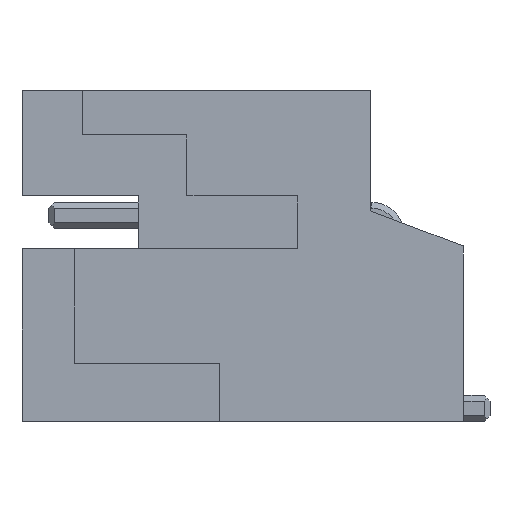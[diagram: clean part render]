
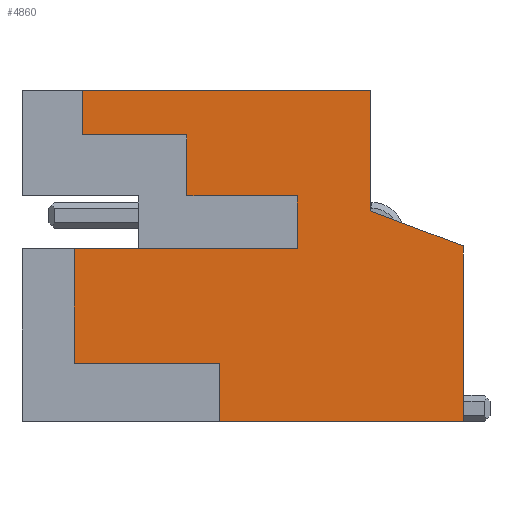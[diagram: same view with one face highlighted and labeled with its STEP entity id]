
A CAD part, left-side view. The second image highlights one B-rep face of the part: STEP entity #4860.
In plain terms, the highlighted planar face has unit normal (-1, 0, 0).
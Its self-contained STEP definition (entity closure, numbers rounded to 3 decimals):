
#410=FACE_OUTER_BOUND('',#672,.T.);
#672=EDGE_LOOP('',(#4373,#4374,#4375,#4376,#4377,#4378,#4379,#4380,#4381,
#4382,#4383,#4384,#4385,#4386));
#1075=LINE('',#7449,#1693);
#1089=LINE('',#7478,#1707);
#1093=LINE('',#7486,#1711);
#1096=LINE('',#7492,#1714);
#1107=LINE('',#7513,#1725);
#1202=LINE('',#7702,#1820);
#1252=LINE('',#7801,#1870);
#1255=LINE('',#7806,#1873);
#1257=LINE('',#7810,#1875);
#1259=LINE('',#7814,#1877);
#1261=LINE('',#7818,#1879);
#1263=LINE('',#7821,#1881);
#1284=LINE('',#7863,#1902);
#1290=LINE('',#7875,#1908);
#1693=VECTOR('',#6135,10.);
#1707=VECTOR('',#6151,10.);
#1711=VECTOR('',#6157,10.);
#1714=VECTOR('',#6162,10.);
#1725=VECTOR('',#6177,10.);
#1820=VECTOR('',#6328,10.);
#1870=VECTOR('',#6410,10.);
#1873=VECTOR('',#6415,10.);
#1875=VECTOR('',#6419,10.);
#1877=VECTOR('',#6423,10.);
#1879=VECTOR('',#6427,10.);
#1881=VECTOR('',#6431,10.);
#1902=VECTOR('',#6476,10.);
#1908=VECTOR('',#6492,10.);
#2199=VERTEX_POINT('',#7446);
#2200=VERTEX_POINT('',#7448);
#2213=VERTEX_POINT('',#7476);
#2214=VERTEX_POINT('',#7477);
#2217=VERTEX_POINT('',#7485);
#2219=VERTEX_POINT('',#7491);
#2227=VERTEX_POINT('',#7511);
#2293=VERTEX_POINT('',#7701);
#2326=VERTEX_POINT('',#7800);
#2327=VERTEX_POINT('',#7805);
#2328=VERTEX_POINT('',#7809);
#2329=VERTEX_POINT('',#7813);
#2330=VERTEX_POINT('',#7817);
#2339=VERTEX_POINT('',#7862);
#2807=EDGE_CURVE('',#2199,#2200,#1075,.T.);
#2821=EDGE_CURVE('',#2213,#2214,#1089,.T.);
#2825=EDGE_CURVE('',#2217,#2213,#1093,.T.);
#2828=EDGE_CURVE('',#2219,#2217,#1096,.T.);
#2839=EDGE_CURVE('',#2227,#2214,#1107,.T.);
#2934=EDGE_CURVE('',#2293,#2200,#1202,.T.);
#2984=EDGE_CURVE('',#2326,#2219,#1252,.T.);
#2987=EDGE_CURVE('',#2327,#2326,#1255,.T.);
#2989=EDGE_CURVE('',#2328,#2327,#1257,.T.);
#2991=EDGE_CURVE('',#2329,#2328,#1259,.T.);
#2993=EDGE_CURVE('',#2330,#2329,#1261,.T.);
#2995=EDGE_CURVE('',#2199,#2330,#1263,.T.);
#3016=EDGE_CURVE('',#2339,#2293,#1284,.T.);
#3022=EDGE_CURVE('',#2227,#2339,#1290,.T.);
#4373=ORIENTED_EDGE('',*,*,#2821,.T.);
#4374=ORIENTED_EDGE('',*,*,#2839,.F.);
#4375=ORIENTED_EDGE('',*,*,#3022,.T.);
#4376=ORIENTED_EDGE('',*,*,#3016,.T.);
#4377=ORIENTED_EDGE('',*,*,#2934,.T.);
#4378=ORIENTED_EDGE('',*,*,#2807,.F.);
#4379=ORIENTED_EDGE('',*,*,#2995,.T.);
#4380=ORIENTED_EDGE('',*,*,#2993,.T.);
#4381=ORIENTED_EDGE('',*,*,#2991,.T.);
#4382=ORIENTED_EDGE('',*,*,#2989,.T.);
#4383=ORIENTED_EDGE('',*,*,#2987,.T.);
#4384=ORIENTED_EDGE('',*,*,#2984,.T.);
#4385=ORIENTED_EDGE('',*,*,#2828,.T.);
#4386=ORIENTED_EDGE('',*,*,#2825,.T.);
#4599=PLANE('',#5218);
#4860=ADVANCED_FACE('',(#410),#4599,.T.);
#5218=AXIS2_PLACEMENT_3D('',#7876,#6493,#6494);
#6135=DIRECTION('',(0.,-1.,0.));
#6151=DIRECTION('',(0.,0.,-1.));
#6157=DIRECTION('',(0.,-1.,0.));
#6162=DIRECTION('',(0.,0.,-1.));
#6177=DIRECTION('',(0.,1.,0.));
#6328=DIRECTION('',(0.,0.,1.));
#6410=DIRECTION('',(0.,1.,0.));
#6415=DIRECTION('',(0.,0.,-1.));
#6419=DIRECTION('',(0.,-1.,0.));
#6423=DIRECTION('',(0.,0.,-1.));
#6427=DIRECTION('',(0.,-1.,0.));
#6431=DIRECTION('',(0.,0.,-1.));
#6476=DIRECTION('',(0.,0.936,0.352));
#6492=DIRECTION('',(0.,0.,1.));
#6493=DIRECTION('center_axis',(-1.,0.,0.));
#6494=DIRECTION('ref_axis',(0.,-1.,0.));
#7446=CARTESIAN_POINT('',(-6.5,2.753,5.7));
#7448=CARTESIAN_POINT('',(-6.5,-2.2,5.7));
#7449=CARTESIAN_POINT('',(-6.5,-3.8,5.7));
#7476=CARTESIAN_POINT('',(-6.5,0.4,1.));
#7477=CARTESIAN_POINT('',(-6.5,0.4,0.));
#7478=CARTESIAN_POINT('',(-6.5,0.4,0.5));
#7485=CARTESIAN_POINT('',(-6.5,2.9,1.));
#7486=CARTESIAN_POINT('',(-6.5,3.35,1.));
#7491=CARTESIAN_POINT('',(-6.5,2.9,2.978));
#7492=CARTESIAN_POINT('',(-6.5,2.9,1.489));
#7511=CARTESIAN_POINT('',(-6.5,-3.8,0.));
#7513=CARTESIAN_POINT('',(-6.5,-3.8,0.));
#7701=CARTESIAN_POINT('',(-6.5,-2.2,3.625));
#7702=CARTESIAN_POINT('',(-6.5,-2.2,1.813));
#7800=CARTESIAN_POINT('',(-6.5,-0.944,2.978));
#7801=CARTESIAN_POINT('',(-6.5,1.428,2.978));
#7805=CARTESIAN_POINT('',(-6.5,-0.944,3.885));
#7806=CARTESIAN_POINT('',(-6.5,-0.944,1.942));
#7809=CARTESIAN_POINT('',(-6.5,0.959,3.885));
#7810=CARTESIAN_POINT('',(-6.5,2.379,3.885));
#7813=CARTESIAN_POINT('',(-6.5,0.959,4.935));
#7814=CARTESIAN_POINT('',(-6.5,0.959,2.467));
#7817=CARTESIAN_POINT('',(-6.5,2.753,4.935));
#7818=CARTESIAN_POINT('',(-6.5,3.276,4.935));
#7821=CARTESIAN_POINT('',(-6.5,2.753,2.85));
#7862=CARTESIAN_POINT('',(-6.5,-3.8,3.023));
#7863=CARTESIAN_POINT('',(-6.5,-0.97,4.088));
#7875=CARTESIAN_POINT('',(-6.5,-3.8,0.));
#7876=CARTESIAN_POINT('Origin',(-6.5,3.8,0.));
